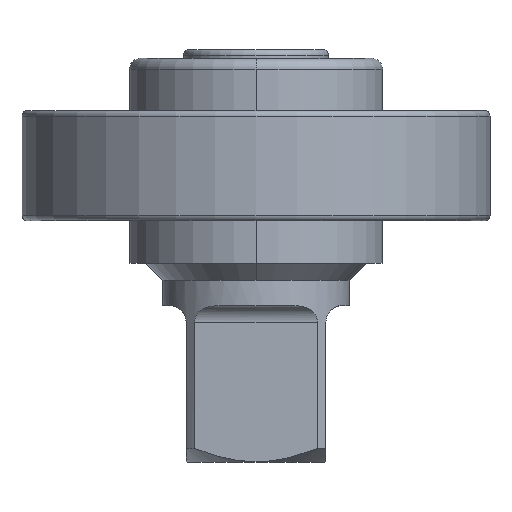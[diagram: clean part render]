
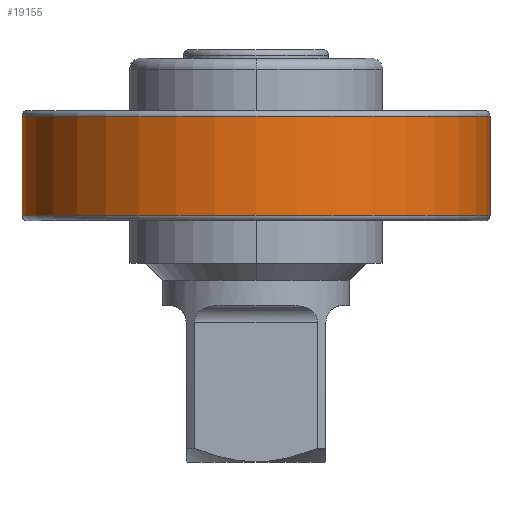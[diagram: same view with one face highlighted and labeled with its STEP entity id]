
A CAD part, front view. The second image highlights one B-rep face of the part: STEP entity #19155.
In plain terms, the highlighted cylindrical face has radius 42.5 mm (diameter 85 mm), a partial arc.
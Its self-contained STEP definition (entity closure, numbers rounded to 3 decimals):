
#13496=CARTESIAN_POINT('',(0.,0.,19.));
#13497=DIRECTION('',(0.,0.,1.));
#13498=DIRECTION('',(-1.,0.,0.));
#13499=AXIS2_PLACEMENT_3D('',#13496,#13497,#13498);
#13504=CARTESIAN_POINT('',(0.,0.,1.));
#13505=DIRECTION('',(0.,0.,-1.));
#13506=DIRECTION('',(1.,0.,0.));
#13507=AXIS2_PLACEMENT_3D('',#13504,#13505,#13506);
#13512=DIRECTION('',(0.,0.,1.));
#13513=VECTOR('',#13512,18.);
#13514=CARTESIAN_POINT('',(-42.5,0.,1.));
#13515=LINE('',#13514,#13513);
#13533=DIRECTION('',(0.,0.,1.));
#13534=VECTOR('',#13533,18.);
#13535=CARTESIAN_POINT('',(42.5,0.,1.));
#13536=LINE('',#13535,#13534);
#14495=CARTESIAN_POINT('',(-42.5,0.,19.));
#14496=CARTESIAN_POINT('',(42.5,0.,19.));
#14497=VERTEX_POINT('',#14495);
#14498=VERTEX_POINT('',#14496);
#14517=CARTESIAN_POINT('',(42.5,0.,1.));
#14518=VERTEX_POINT('',#14517);
#14521=CARTESIAN_POINT('',(-42.5,0.,1.));
#14522=VERTEX_POINT('',#14521);
#19142=CARTESIAN_POINT('',(0.,0.,0.));
#19143=DIRECTION('',(0.,0.,1.));
#19144=DIRECTION('',(1.,0.,0.));
#19145=AXIS2_PLACEMENT_3D('',#19142,#19143,#19144);
#19146=CYLINDRICAL_SURFACE('',#19145,42.5);
#19147=ORIENTED_EDGE('',*,*,#19079,.T.);
#19149=ORIENTED_EDGE('',*,*,#19148,.F.);
#19151=ORIENTED_EDGE('',*,*,#19150,.T.);
#19152=ORIENTED_EDGE('',*,*,#19133,.T.);
#19153=EDGE_LOOP('',(#19147,#19149,#19151,#19152));
#19154=FACE_OUTER_BOUND('',#19153,.F.);
#13500=CIRCLE('',#13499,42.5);
#13508=CIRCLE('',#13507,42.5);
#19079=EDGE_CURVE('',#14497,#14498,#13500,.T.);
#19133=EDGE_CURVE('',#14522,#14497,#13515,.T.);
#19148=EDGE_CURVE('',#14518,#14498,#13536,.T.);
#19150=EDGE_CURVE('',#14518,#14522,#13508,.T.);
#19155=ADVANCED_FACE('',(#19154),#19146,.T.);
